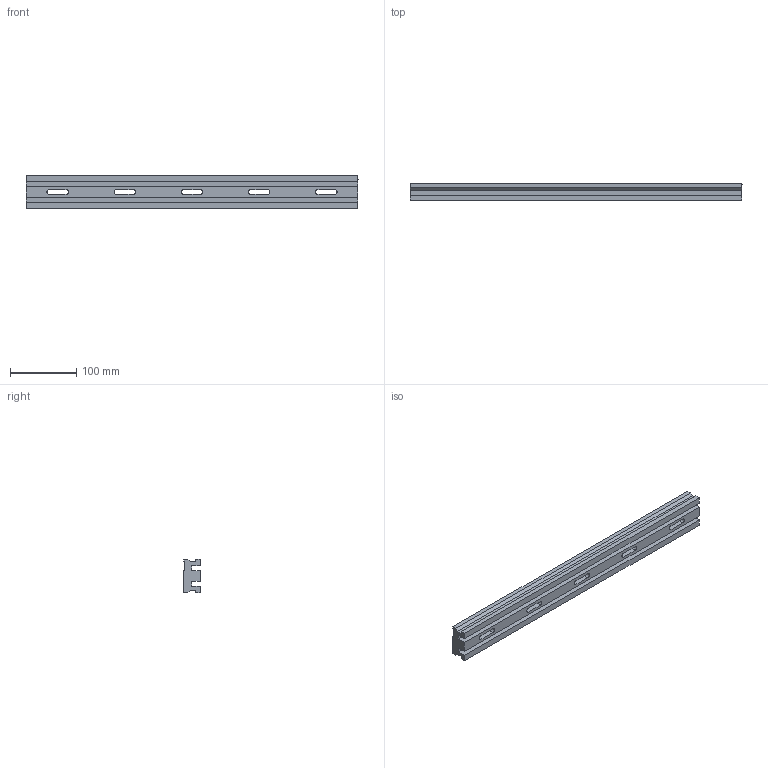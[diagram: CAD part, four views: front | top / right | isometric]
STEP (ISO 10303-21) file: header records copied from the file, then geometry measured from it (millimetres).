
FILE_DESCRIPTION (( 'STEP AP203' ), '1' );
FILE_NAME ('ORL-50.step', '2017-01-11T07:22:07', ( '¦K¬P' ), ( '' ), 'SwSTEP 2.0', 'SolidWorks 2012', '' );
FILE_SCHEMA (( 'CONFIG_CONTROL_DESIGN' ));
Products named in the file (1): ORL-50
Bounding box: 502 x 25 x 50.8 mm (x, y, z)
Volume: 458815.6 mm3; surface area: 117958.5 mm2
Topology: 1 solids, 1 shells, 3300 faces, 9483 edges, 6322 vertices
Faces by surface type: plane 2703, bspline 577, cylinder 20
Entity records: 138182 total; most frequent: CARTESIAN_POINT 55483, ORIENTED_EDGE 18966, DIRECTION 13817, EDGE_CURVE 9483, LINE 8289, VECTOR 8289, VERTEX_POINT 6322, EDGE_LOOP 3447
